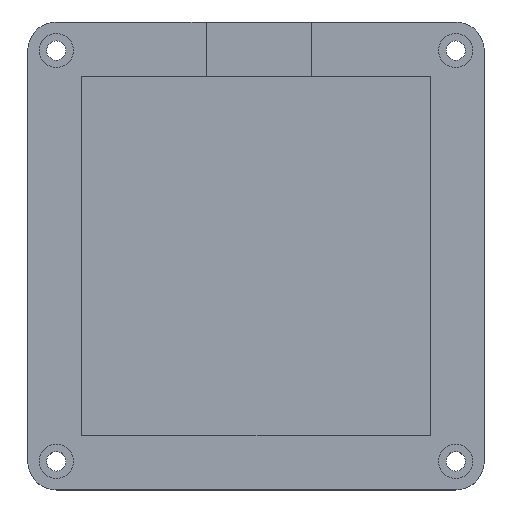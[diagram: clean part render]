
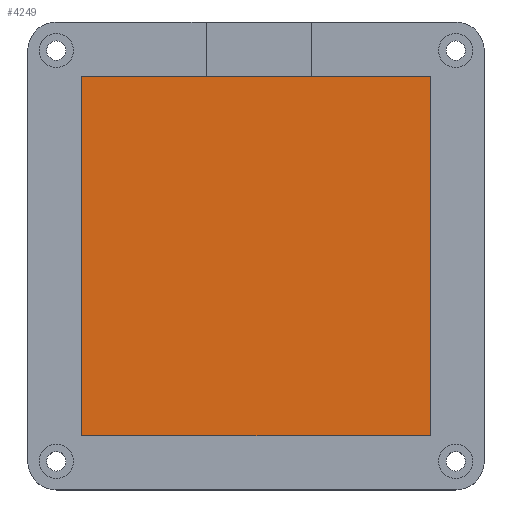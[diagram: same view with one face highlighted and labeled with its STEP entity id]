
A CAD part, top view. The second image highlights one B-rep face of the part: STEP entity #4249.
In plain terms, the highlighted planar face has unit normal (0, 0, 1).
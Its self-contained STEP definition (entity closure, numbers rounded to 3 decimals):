
#717=FACE_OUTER_BOUND('',#968,.T.);
#968=EDGE_LOOP('',(#3885,#3886,#3887,#3888));
#1300=LINE('',#8600,#1625);
#1301=LINE('',#8602,#1626);
#1302=LINE('',#8604,#1627);
#1303=LINE('',#8605,#1628);
#1625=VECTOR('',#4881,10.);
#1626=VECTOR('',#4882,10.);
#1627=VECTOR('',#4883,10.);
#1628=VECTOR('',#4884,10.);
#2051=VERTEX_POINT('',#8598);
#2052=VERTEX_POINT('',#8599);
#2053=VERTEX_POINT('',#8601);
#2054=VERTEX_POINT('',#8603);
#2672=EDGE_CURVE('',#2051,#2052,#1300,.T.);
#2673=EDGE_CURVE('',#2053,#2051,#1301,.T.);
#2674=EDGE_CURVE('',#2054,#2053,#1302,.T.);
#2675=EDGE_CURVE('',#2052,#2054,#1303,.T.);
#3885=ORIENTED_EDGE('',*,*,#2672,.F.);
#3886=ORIENTED_EDGE('',*,*,#2673,.F.);
#3887=ORIENTED_EDGE('',*,*,#2674,.F.);
#3888=ORIENTED_EDGE('',*,*,#2675,.F.);
#4027=PLANE('',#4368);
#4249=ADVANCED_FACE('',(#717),#4027,.T.);
#4368=AXIS2_PLACEMENT_3D('',#8597,#4879,#4880);
#4879=DIRECTION('center_axis',(0.,0.,1.));
#4880=DIRECTION('ref_axis',(1.,0.,0.));
#4881=DIRECTION('',(-1.,0.,0.));
#4882=DIRECTION('',(0.,-1.,0.));
#4883=DIRECTION('',(1.,0.,0.));
#4884=DIRECTION('',(0.,1.,0.));
#8597=CARTESIAN_POINT('Origin',(30.5,18.5,3.));
#8598=CARTESIAN_POINT('',(61.,-13.,3.));
#8599=CARTESIAN_POINT('',(0.,-13.,3.));
#8600=CARTESIAN_POINT('',(45.75,-13.,3.));
#8601=CARTESIAN_POINT('',(61.,50.,3.));
#8602=CARTESIAN_POINT('',(61.,34.25,3.));
#8603=CARTESIAN_POINT('',(0.,50.,3.));
#8604=CARTESIAN_POINT('',(15.25,50.,3.));
#8605=CARTESIAN_POINT('',(0.,2.75,3.));
